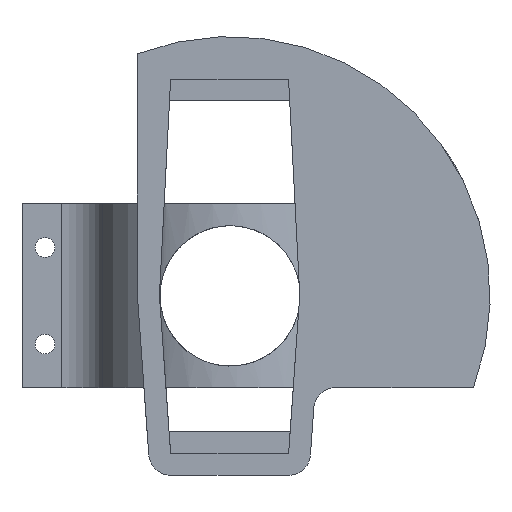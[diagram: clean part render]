
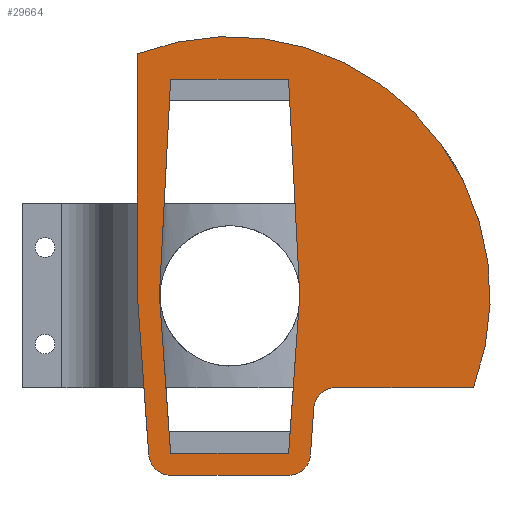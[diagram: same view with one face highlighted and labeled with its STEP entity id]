
A CAD part, front view. The second image highlights one B-rep face of the part: STEP entity #29664.
In plain terms, the highlighted planar face has unit normal (0, -1, 0).
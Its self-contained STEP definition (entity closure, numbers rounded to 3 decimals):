
#81=FACE_BOUND('',#3637,.T.);
#763=PLANE('',#31258);
#2160=FACE_OUTER_BOUND('',#3636,.T.);
#3636=EDGE_LOOP('',(#25665,#25666,#25667,#25668,#25669,#25670,#25671,#25672,
#25673));
#3637=EDGE_LOOP('',(#25674,#25675,#25676,#25677,#25678,#25679));
#6370=LINE('',#43555,#10530);
#7059=LINE('',#44984,#11219);
#7772=LINE('',#46521,#11932);
#7774=LINE('',#46525,#11934);
#7776=LINE('',#46529,#11936);
#7778=LINE('',#46533,#11938);
#7780=LINE('',#46537,#11940);
#7782=LINE('',#46540,#11942);
#7785=LINE('',#46549,#11945);
#7788=LINE('',#46556,#11948);
#7790=LINE('',#46562,#11950);
#10530=VECTOR('',#35439,10.);
#11219=VECTOR('',#36184,10.);
#11932=VECTOR('',#36991,10.);
#11934=VECTOR('',#36995,10.);
#11936=VECTOR('',#36999,10.);
#11938=VECTOR('',#37003,10.);
#11940=VECTOR('',#37007,10.);
#11942=VECTOR('',#37011,10.);
#11945=VECTOR('',#37020,10.);
#11948=VECTOR('',#37029,10.);
#11950=VECTOR('',#37037,10.);
#12853=CIRCLE('',#31250,5.);
#12854=CIRCLE('',#31253,5.);
#12855=CIRCLE('',#31256,5.);
#12856=CIRCLE('',#31259,59.175);
#14248=VERTEX_POINT('',#43552);
#14249=VERTEX_POINT('',#43554);
#14960=VERTEX_POINT('',#44981);
#14961=VERTEX_POINT('',#44983);
#15701=VERTEX_POINT('',#46518);
#15702=VERTEX_POINT('',#46520);
#15703=VERTEX_POINT('',#46524);
#15704=VERTEX_POINT('',#46528);
#15705=VERTEX_POINT('',#46532);
#15706=VERTEX_POINT('',#46536);
#15707=VERTEX_POINT('',#46542);
#15708=VERTEX_POINT('',#46544);
#15709=VERTEX_POINT('',#46548);
#15710=VERTEX_POINT('',#46552);
#15711=VERTEX_POINT('',#46558);
#17804=EDGE_CURVE('',#14249,#14248,#6370,.T.);
#18519=EDGE_CURVE('',#14961,#14960,#7059,.T.);
#19271=EDGE_CURVE('',#15702,#15701,#7772,.T.);
#19273=EDGE_CURVE('',#15703,#15702,#7774,.T.);
#19275=EDGE_CURVE('',#15704,#15703,#7776,.T.);
#19277=EDGE_CURVE('',#15705,#15704,#7778,.T.);
#19279=EDGE_CURVE('',#15706,#15705,#7780,.T.);
#19281=EDGE_CURVE('',#15701,#15706,#7782,.T.);
#19283=EDGE_CURVE('',#15708,#15707,#12853,.T.);
#19285=EDGE_CURVE('',#15709,#15708,#7785,.T.);
#19287=EDGE_CURVE('',#15710,#15709,#12854,.T.);
#19289=EDGE_CURVE('',#14960,#15710,#7788,.T.);
#19290=EDGE_CURVE('',#15711,#14249,#12855,.T.);
#19292=EDGE_CURVE('',#15707,#15711,#7790,.T.);
#19293=EDGE_CURVE('',#14248,#14961,#12856,.T.);
#25665=ORIENTED_EDGE('',*,*,#18519,.T.);
#25666=ORIENTED_EDGE('',*,*,#19289,.T.);
#25667=ORIENTED_EDGE('',*,*,#19287,.T.);
#25668=ORIENTED_EDGE('',*,*,#19285,.T.);
#25669=ORIENTED_EDGE('',*,*,#19283,.T.);
#25670=ORIENTED_EDGE('',*,*,#19292,.T.);
#25671=ORIENTED_EDGE('',*,*,#19290,.T.);
#25672=ORIENTED_EDGE('',*,*,#17804,.T.);
#25673=ORIENTED_EDGE('',*,*,#19293,.T.);
#25674=ORIENTED_EDGE('',*,*,#19281,.T.);
#25675=ORIENTED_EDGE('',*,*,#19279,.T.);
#25676=ORIENTED_EDGE('',*,*,#19277,.T.);
#25677=ORIENTED_EDGE('',*,*,#19275,.T.);
#25678=ORIENTED_EDGE('',*,*,#19273,.T.);
#25679=ORIENTED_EDGE('',*,*,#19271,.T.);
#29664=ADVANCED_FACE('',(#2160,#81),#763,.F.);
#31250=AXIS2_PLACEMENT_3D('',#46545,#37015,#37016);
#31253=AXIS2_PLACEMENT_3D('',#46553,#37024,#37025);
#31256=AXIS2_PLACEMENT_3D('',#46559,#37032,#37033);
#31258=AXIS2_PLACEMENT_3D('',#46563,#37038,#37039);
#31259=AXIS2_PLACEMENT_3D('',#46564,#37040,#37041);
#35439=DIRECTION('',(1.,0.,0.));
#36184=DIRECTION('',(0.,0.,-1.));
#36991=DIRECTION('',(0.052,0.,-0.999));
#36995=DIRECTION('',(1.,0.,0.));
#36999=DIRECTION('',(0.052,0.,0.999));
#37003=DIRECTION('',(-0.071,0.,0.997));
#37007=DIRECTION('',(-1.,0.,0.));
#37011=DIRECTION('',(-0.071,0.,-0.997));
#37015=DIRECTION('center_axis',(0.,-1.,0.));
#37016=DIRECTION('ref_axis',(0.997,0.,-0.071));
#37020=DIRECTION('',(1.,0.,0.));
#37024=DIRECTION('center_axis',(0.,-1.,0.));
#37025=DIRECTION('ref_axis',(0.,0.,-1.));
#37029=DIRECTION('',(0.071,0.,-0.997));
#37032=DIRECTION('center_axis',(0.,1.,0.));
#37033=DIRECTION('ref_axis',(-0.997,0.,0.071));
#37037=DIRECTION('',(0.071,0.,0.997));
#37038=DIRECTION('center_axis',(0.,1.,0.));
#37039=DIRECTION('ref_axis',(1.,0.,0.));
#37040=DIRECTION('center_axis',(0.,-1.,0.));
#37041=DIRECTION('ref_axis',(0.936,0.,-0.352));
#43552=CARTESIAN_POINT('',(55.476,-10.,-20.896));
#43554=CARTESIAN_POINT('',(24.052,-10.,-20.896));
#43555=CARTESIAN_POINT('',(55.476,-10.,-20.896));
#44981=CARTESIAN_POINT('',(-21.141,-10.,-0.052));
#44983=CARTESIAN_POINT('',(-21.141,-10.,55.186));
#44984=CARTESIAN_POINT('',(-21.141,-10.,-0.052));
#46518=CARTESIAN_POINT('',(15.867,-10.,0.013));
#46520=CARTESIAN_POINT('',(13.317,-10.,49.448));
#46521=CARTESIAN_POINT('',(15.867,-10.,0.013));
#46524=CARTESIAN_POINT('',(-13.583,-10.,49.448));
#46525=CARTESIAN_POINT('',(13.317,-10.,49.448));
#46528=CARTESIAN_POINT('',(-16.133,-10.,0.013));
#46529=CARTESIAN_POINT('',(-16.133,-10.,0.013));
#46532=CARTESIAN_POINT('',(-13.583,-10.,-35.896));
#46533=CARTESIAN_POINT('',(-16.133,-10.,0.013));
#46536=CARTESIAN_POINT('',(13.317,-10.,-35.896));
#46537=CARTESIAN_POINT('',(13.317,-10.,-35.896));
#46540=CARTESIAN_POINT('',(15.867,-10.,0.013));
#46542=CARTESIAN_POINT('',(18.304,-10.,-36.251));
#46544=CARTESIAN_POINT('',(13.317,-10.,-40.896));
#46545=CARTESIAN_POINT('Origin',(13.317,-10.,-35.896));
#46548=CARTESIAN_POINT('',(-13.583,-10.,-40.896));
#46549=CARTESIAN_POINT('',(13.317,-10.,-40.896));
#46552=CARTESIAN_POINT('',(-18.571,-10.,-36.251));
#46553=CARTESIAN_POINT('Origin',(-13.583,-10.,-35.896));
#46556=CARTESIAN_POINT('',(-21.141,-10.,-0.052));
#46558=CARTESIAN_POINT('',(19.065,-10.,-25.542));
#46559=CARTESIAN_POINT('Origin',(24.052,-10.,-25.896));
#46562=CARTESIAN_POINT('',(19.065,-10.,-25.542));
#46563=CARTESIAN_POINT('Origin',(19.065,-10.,9.116));
#46564=CARTESIAN_POINT('Origin',(0.096,-10.,-0.047));
